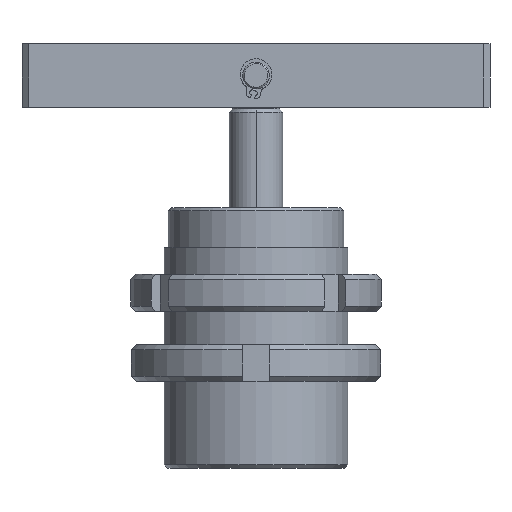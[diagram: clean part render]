
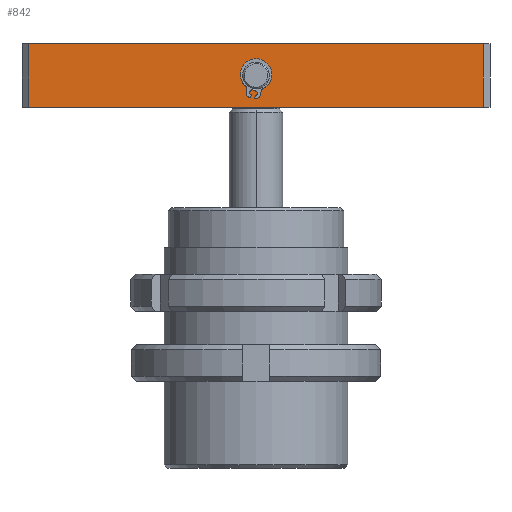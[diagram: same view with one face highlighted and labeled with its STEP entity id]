
A CAD part, front view. The second image highlights one B-rep face of the part: STEP entity #842.
In plain terms, the highlighted face is planar.
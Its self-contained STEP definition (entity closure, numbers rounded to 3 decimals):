
#469 = AXIS2_PLACEMENT_3D ( 'NONE', #5589, #5591, #5592 ) ;
#495 = AXIS2_PLACEMENT_3D ( 'NONE', #5821, #5822, #5823 ) ;
#842 = ADVANCED_FACE ( 'NONE', ( #4090, #4087 ), #1700, .F. ) ;
#959 = CIRCLE ( 'NONE', #469, 4.5 ) ;
#960 = VECTOR ( 'NONE', #5572, 1000. ) ;
#961 = VECTOR ( 'NONE', #5570, 1000. ) ;
#963 = LINE ( 'NONE', #5565, #961 ) ;
#965 = LINE ( 'NONE', #5563, #960 ) ;
#1700 = PLANE ( 'NONE',  #3638 ) ;
#1725 = CARTESIAN_POINT ( 'NONE',  ( -70., 9.5, -9.5 ) ) ;
#1760 = DIRECTION ( 'NONE',  ( 1., 0., 0. ) ) ;
#1762 = DIRECTION ( 'NONE',  ( 0., 0., 1. ) ) ;
#2990 = VECTOR ( 'NONE', #5825, 1000. ) ;
#2992 = LINE ( 'NONE', #5824, #2990 ) ;
#2997 = CIRCLE ( 'NONE', #495, 4.5 ) ;
#3278 = EDGE_CURVE ( 'NONE', #5499, #5483, #7540, .T. ) ;
#3638 = AXIS2_PLACEMENT_3D ( 'NONE', #1725, #1762, #1760 ) ;
#4087 = FACE_OUTER_BOUND ( 'NONE', #6734, .T. ) ;
#4090 = FACE_BOUND ( 'NONE', #6731, .T. ) ;
#5265 = CARTESIAN_POINT ( 'NONE',  ( -70., 9.5, -9.5 ) ) ;
#5268 = DIRECTION ( 'NONE',  ( -1., 0., 0. ) ) ;
#5414 = VERTEX_POINT ( 'NONE', #5450 ) ;
#5449 = VERTEX_POINT ( 'NONE', #5470 ) ;
#5450 = CARTESIAN_POINT ( 'NONE',  ( -68., -9.5, -9.5 ) ) ;
#5470 = CARTESIAN_POINT ( 'NONE',  ( 68., -9.5, -9.5 ) ) ;
#5483 = VERTEX_POINT ( 'NONE', #5487 ) ;
#5487 = CARTESIAN_POINT ( 'NONE',  ( -68., 9.5, -9.5 ) ) ;
#5493 = CARTESIAN_POINT ( 'NONE',  ( 68., 9.5, -9.5 ) ) ;
#5499 = VERTEX_POINT ( 'NONE', #5493 ) ;
#5501 = CARTESIAN_POINT ( 'NONE',  ( 4.5, 0., -9.5 ) ) ;
#5520 = VERTEX_POINT ( 'NONE', #5501 ) ;
#5521 = CARTESIAN_POINT ( 'NONE',  ( -4.5, 0., -9.5 ) ) ;
#5558 = VERTEX_POINT ( 'NONE', #5521 ) ;
#5563 = CARTESIAN_POINT ( 'NONE',  ( -70., -9.5, -9.5 ) ) ;
#5565 = CARTESIAN_POINT ( 'NONE',  ( -68., 9.5, -9.5 ) ) ;
#5570 = DIRECTION ( 'NONE',  ( 0., 1., 0. ) ) ;
#5572 = DIRECTION ( 'NONE',  ( -1., 0., 0. ) ) ;
#5589 = CARTESIAN_POINT ( 'NONE',  ( 0., 0., -9.5 ) ) ;
#5591 = DIRECTION ( 'NONE',  ( 0., 0., 1. ) ) ;
#5592 = DIRECTION ( 'NONE',  ( 1., 0., 0. ) ) ;
#5821 = CARTESIAN_POINT ( 'NONE',  ( 0., 0., -9.5 ) ) ;
#5822 = DIRECTION ( 'NONE',  ( 0., 0., 1. ) ) ;
#5823 = DIRECTION ( 'NONE',  ( 1., 0., 0. ) ) ;
#5824 = CARTESIAN_POINT ( 'NONE',  ( 68., 9.5, -9.5 ) ) ;
#5825 = DIRECTION ( 'NONE',  ( 0., -1., 0. ) ) ;
#6024 = EDGE_CURVE ( 'NONE', #5414, #5483, #963, .T. ) ;
#6025 = EDGE_CURVE ( 'NONE', #5449, #5414, #965, .T. ) ;
#6027 = EDGE_CURVE ( 'NONE', #5558, #5520, #959, .T. ) ;
#6731 = EDGE_LOOP ( 'NONE', ( #6925, #6924 ) ) ;
#6734 = EDGE_LOOP ( 'NONE', ( #6923, #6922, #6921, #6920 ) ) ;
#6920 = ORIENTED_EDGE ( 'NONE', *, *, #6024, .T. ) ;
#6921 = ORIENTED_EDGE ( 'NONE', *, *, #6025, .T. ) ;
#6922 = ORIENTED_EDGE ( 'NONE', *, *, #7190, .T. ) ;
#6923 = ORIENTED_EDGE ( 'NONE', *, *, #3278, .F. ) ;
#6924 = ORIENTED_EDGE ( 'NONE', *, *, #7186, .T. ) ;
#6925 = ORIENTED_EDGE ( 'NONE', *, *, #6027, .T. ) ;
#7186 = EDGE_CURVE ( 'NONE', #5520, #5558, #2997, .T. ) ;
#7190 = EDGE_CURVE ( 'NONE', #5499, #5449, #2992, .T. ) ;
#7539 = VECTOR ( 'NONE', #5268, 1000. ) ;
#7540 = LINE ( 'NONE', #5265, #7539 ) ;
